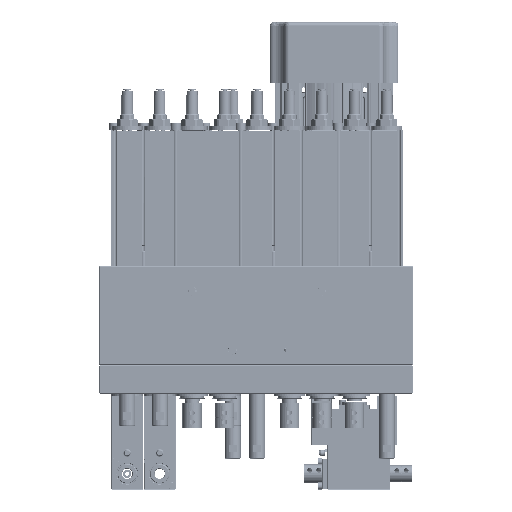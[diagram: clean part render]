
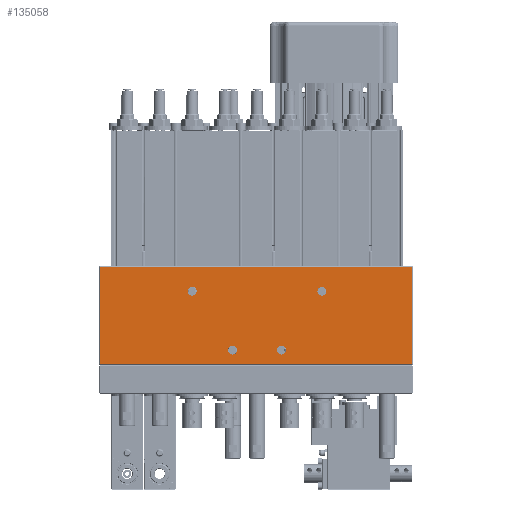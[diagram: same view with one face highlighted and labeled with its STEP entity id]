
A CAD part, left-side view. The second image highlights one B-rep face of the part: STEP entity #135058.
In plain terms, the highlighted planar face has unit normal (-1, 0, 0).
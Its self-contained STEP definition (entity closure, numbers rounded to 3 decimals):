
#8843 = LINE ( 'NONE', #186142, #284551 ) ;
#10328 = ORIENTED_EDGE ( 'NONE', *, *, #196947, .F. ) ;
#19914 = DIRECTION ( 'NONE',  ( -1., 0., 0. ) ) ;
#25739 = VERTEX_POINT ( 'NONE', #119863 ) ;
#27422 = CARTESIAN_POINT ( 'NONE',  ( -26., 0., 73. ) ) ;
#28524 = CARTESIAN_POINT ( 'NONE',  ( -26., -40., 15. ) ) ;
#28946 = EDGE_LOOP ( 'NONE', ( #10328, #226325 ) ) ;
#30658 = DIRECTION ( 'NONE',  ( 0., 0., 1. ) ) ;
#32357 = ORIENTED_EDGE ( 'NONE', *, *, #154225, .T. ) ;
#37685 = AXIS2_PLACEMENT_3D ( 'NONE', #28524, #294634, #30658 ) ;
#45285 = DIRECTION ( 'NONE',  ( 0., 0., 1. ) ) ;
#46878 = CARTESIAN_POINT ( 'NONE',  ( -26., 0., 68.6 ) ) ;
#47049 = DIRECTION ( 'NONE',  ( 0., 0., 1. ) ) ;
#48002 = VERTEX_POINT ( 'NONE', #182393 ) ;
#48497 = VERTEX_POINT ( 'NONE', #209290 ) ;
#49252 = VERTEX_POINT ( 'NONE', #46878 ) ;
#49359 = ORIENTED_EDGE ( 'NONE', *, *, #123507, .F. ) ;
#54577 = ORIENTED_EDGE ( 'NONE', *, *, #170583, .F. ) ;
#55363 = AXIS2_PLACEMENT_3D ( 'NONE', #109930, #178625, #181759 ) ;
#55963 = EDGE_LOOP ( 'NONE', ( #173052, #32357, #295595, #66212 ) ) ;
#58407 = DIRECTION ( 'NONE',  ( -1., 0., 0. ) ) ;
#59661 = CIRCLE ( 'NONE', #92616, 4.4 ) ;
#60457 = DIRECTION ( 'NONE',  ( 0., 0., 1. ) ) ;
#60492 = VECTOR ( 'NONE', #305458, 1000. ) ;
#61220 = EDGE_CURVE ( 'NONE', #25739, #190484, #187975, .T. ) ;
#61976 = DIRECTION ( 'NONE',  ( -1., 0., 0. ) ) ;
#66212 = ORIENTED_EDGE ( 'NONE', *, *, #184901, .T. ) ;
#67470 = CARTESIAN_POINT ( 'NONE',  ( -26., 0., 73. ) ) ;
#71969 = PLANE ( 'NONE',  #118005 ) ;
#72811 = CARTESIAN_POINT ( 'NONE',  ( -26., -128., 77.4 ) ) ;
#76456 = DIRECTION ( 'NONE',  ( 0., 0., 1. ) ) ;
#76824 = CIRCLE ( 'NONE', #299935, 4.4 ) ;
#77322 = CARTESIAN_POINT ( 'NONE',  ( -26., -217., 97. ) ) ;
#78868 = FACE_BOUND ( 'NONE', #219383, .T. ) ;
#79530 = VERTEX_POINT ( 'NONE', #77322 ) ;
#80933 = CARTESIAN_POINT ( 'NONE',  ( -26., 91., 98. ) ) ;
#81539 = VERTEX_POINT ( 'NONE', #243659 ) ;
#89169 = CARTESIAN_POINT ( 'NONE',  ( -26., -128., 68.6 ) ) ;
#89244 = ORIENTED_EDGE ( 'NONE', *, *, #133650, .F. ) ;
#90052 = FACE_BOUND ( 'NONE', #28946, .T. ) ;
#91097 = DIRECTION ( 'NONE',  ( 0., 1., 0. ) ) ;
#92616 = AXIS2_PLACEMENT_3D ( 'NONE', #27422, #243889, #195267 ) ;
#94213 = CARTESIAN_POINT ( 'NONE',  ( -26., 92., 98. ) ) ;
#94730 = CARTESIAN_POINT ( 'NONE',  ( -26., -88., 15. ) ) ;
#96953 = EDGE_LOOP ( 'NONE', ( #122221, #261250 ) ) ;
#109930 = CARTESIAN_POINT ( 'NONE',  ( -26., -40., 15. ) ) ;
#116281 = CARTESIAN_POINT ( 'NONE',  ( -26., -88., 19.4 ) ) ;
#118005 = AXIS2_PLACEMENT_3D ( 'NONE', #94213, #216617, #91097 ) ;
#119863 = CARTESIAN_POINT ( 'NONE',  ( -26., 91., 97. ) ) ;
#122221 = ORIENTED_EDGE ( 'NONE', *, *, #279464, .F. ) ;
#122897 = CARTESIAN_POINT ( 'NONE',  ( -26., -88., 15. ) ) ;
#123507 = EDGE_CURVE ( 'NONE', #49252, #81539, #59661, .T. ) ;
#124682 = LINE ( 'NONE', #182975, #60492 ) ;
#130700 = VERTEX_POINT ( 'NONE', #89169 ) ;
#133650 = EDGE_CURVE ( 'NONE', #130700, #148942, #76824, .T. ) ;
#134994 = VECTOR ( 'NONE', #249826, 1000. ) ;
#135058 = ADVANCED_FACE ( 'NONE', ( #135484, #90052, #297960, #78868, #192100 ), #71969, .F. ) ;
#135484 = FACE_BOUND ( 'NONE', #96953, .T. ) ;
#136804 = EDGE_CURVE ( 'NONE', #48002, #48497, #196917, .T. ) ;
#144223 = DIRECTION ( 'NONE',  ( -1., 0., 0. ) ) ;
#147902 = CARTESIAN_POINT ( 'NONE',  ( -26., -217., 1. ) ) ;
#148942 = VERTEX_POINT ( 'NONE', #72811 ) ;
#151427 = AXIS2_PLACEMENT_3D ( 'NONE', #67470, #19914, #45285 ) ;
#154225 = EDGE_CURVE ( 'NONE', #190484, #272328, #190460, .T. ) ;
#163750 = VECTOR ( 'NONE', #215361, 1000. ) ;
#166459 = DIRECTION ( 'NONE',  ( 0., 0., 1. ) ) ;
#167116 = AXIS2_PLACEMENT_3D ( 'NONE', #251561, #58407, #60457 ) ;
#170583 = EDGE_CURVE ( 'NONE', #81539, #49252, #215625, .T. ) ;
#172806 = CARTESIAN_POINT ( 'NONE',  ( -26., 91., 1. ) ) ;
#173052 = ORIENTED_EDGE ( 'NONE', *, *, #61220, .T. ) ;
#178625 = DIRECTION ( 'NONE',  ( -1., 0., 0. ) ) ;
#179805 = VERTEX_POINT ( 'NONE', #246691 ) ;
#181759 = DIRECTION ( 'NONE',  ( 0., 0., 1. ) ) ;
#181765 = AXIS2_PLACEMENT_3D ( 'NONE', #122897, #246440, #76456 ) ;
#182393 = CARTESIAN_POINT ( 'NONE',  ( -26., -40., 10.6 ) ) ;
#182975 = CARTESIAN_POINT ( 'NONE',  ( -26., 92., 97. ) ) ;
#183390 = CARTESIAN_POINT ( 'NONE',  ( -26., -128., 73. ) ) ;
#184901 = EDGE_CURVE ( 'NONE', #79530, #25739, #124682, .T. ) ;
#186142 = CARTESIAN_POINT ( 'NONE',  ( -26., -217., 98. ) ) ;
#187975 = LINE ( 'NONE', #80933, #134994 ) ;
#190460 = LINE ( 'NONE', #240734, #163750 ) ;
#190484 = VERTEX_POINT ( 'NONE', #172806 ) ;
#192100 = FACE_BOUND ( 'NONE', #261235, .T. ) ;
#193217 = EDGE_CURVE ( 'NONE', #148942, #130700, #248125, .T. ) ;
#195267 = DIRECTION ( 'NONE',  ( 0., 0., 1. ) ) ;
#196917 = CIRCLE ( 'NONE', #37685, 4.4 ) ;
#196947 = EDGE_CURVE ( 'NONE', #48497, #48002, #266870, .T. ) ;
#209290 = CARTESIAN_POINT ( 'NONE',  ( -26., -40., 19.4 ) ) ;
#215361 = DIRECTION ( 'NONE',  ( 0., -1., 0. ) ) ;
#215625 = CIRCLE ( 'NONE', #151427, 4.4 ) ;
#216617 = DIRECTION ( 'NONE',  ( 1., 0., 0. ) ) ;
#219383 = EDGE_LOOP ( 'NONE', ( #54577, #49359 ) ) ;
#226325 = ORIENTED_EDGE ( 'NONE', *, *, #136804, .F. ) ;
#227732 = CIRCLE ( 'NONE', #181765, 4.4 ) ;
#238828 = DIRECTION ( 'NONE',  ( 0., 0., 1. ) ) ;
#240734 = CARTESIAN_POINT ( 'NONE',  ( -26., -218., 1. ) ) ;
#243659 = CARTESIAN_POINT ( 'NONE',  ( -26., 0., 77.4 ) ) ;
#243889 = DIRECTION ( 'NONE',  ( -1., 0., 0. ) ) ;
#245271 = CIRCLE ( 'NONE', #253909, 4.4 ) ;
#246440 = DIRECTION ( 'NONE',  ( -1., 0., 0. ) ) ;
#246691 = CARTESIAN_POINT ( 'NONE',  ( -26., -88., 10.6 ) ) ;
#248125 = CIRCLE ( 'NONE', #167116, 4.4 ) ;
#249826 = DIRECTION ( 'NONE',  ( 0., 0., -1. ) ) ;
#251561 = CARTESIAN_POINT ( 'NONE',  ( -26., -128., 73. ) ) ;
#253909 = AXIS2_PLACEMENT_3D ( 'NONE', #94730, #144223, #166459 ) ;
#261235 = EDGE_LOOP ( 'NONE', ( #267923, #89244 ) ) ;
#261250 = ORIENTED_EDGE ( 'NONE', *, *, #277009, .F. ) ;
#266870 = CIRCLE ( 'NONE', #55363, 4.4 ) ;
#267923 = ORIENTED_EDGE ( 'NONE', *, *, #193217, .F. ) ;
#272125 = EDGE_CURVE ( 'NONE', #272328, #79530, #8843, .T. ) ;
#272328 = VERTEX_POINT ( 'NONE', #147902 ) ;
#277009 = EDGE_CURVE ( 'NONE', #179805, #301569, #245271, .T. ) ;
#279464 = EDGE_CURVE ( 'NONE', #301569, #179805, #227732, .T. ) ;
#284551 = VECTOR ( 'NONE', #238828, 1000. ) ;
#294634 = DIRECTION ( 'NONE',  ( -1., 0., 0. ) ) ;
#295595 = ORIENTED_EDGE ( 'NONE', *, *, #272125, .T. ) ;
#297960 = FACE_OUTER_BOUND ( 'NONE', #55963, .T. ) ;
#299935 = AXIS2_PLACEMENT_3D ( 'NONE', #183390, #61976, #47049 ) ;
#301569 = VERTEX_POINT ( 'NONE', #116281 ) ;
#305458 = DIRECTION ( 'NONE',  ( 0., 1., 0. ) ) ;
